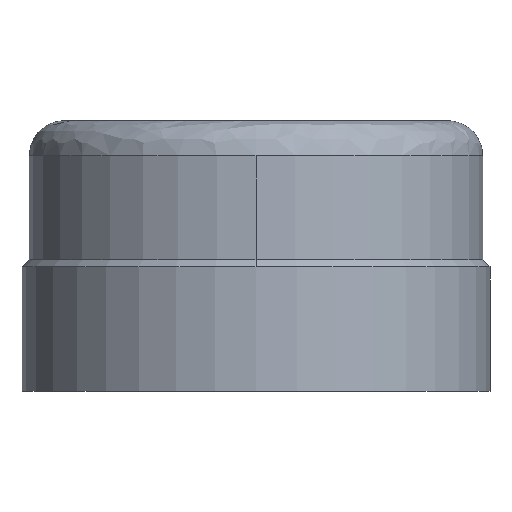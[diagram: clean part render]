
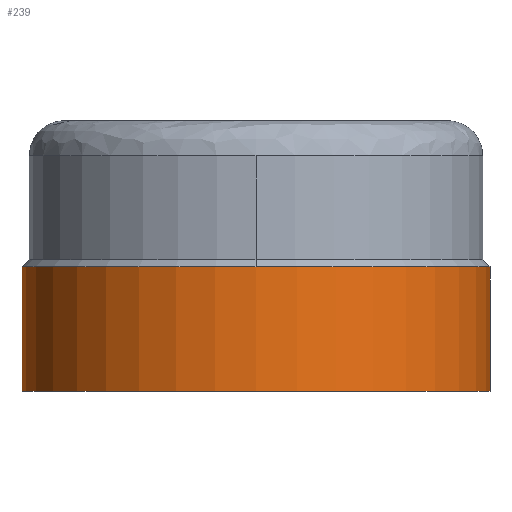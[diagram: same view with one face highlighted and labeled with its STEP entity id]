
A CAD part, front view. The second image highlights one B-rep face of the part: STEP entity #239.
In plain terms, the highlighted cylindrical face has radius 16 mm (diameter 32 mm), a partial arc.
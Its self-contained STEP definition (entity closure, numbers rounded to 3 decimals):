
#136 = CARTESIAN_POINT ( 'NONE',  ( 16., 0., 0. ) ) ;
#146 = FACE_OUTER_BOUND ( 'NONE', #852, .T. ) ;
#162 = LINE ( 'NONE', #1187, #1766 ) ;
#239 = ADVANCED_FACE ( 'NONE', ( #146 ), #1169, .T. ) ;
#259 = CARTESIAN_POINT ( 'NONE',  ( 16., 0., 8.5 ) ) ;
#300 = VECTOR ( 'NONE', #1158, 1000. ) ;
#545 = DIRECTION ( 'NONE',  ( -1., 0., 0. ) ) ;
#627 = DIRECTION ( 'NONE',  ( 0., 0., -1. ) ) ;
#643 = DIRECTION ( 'NONE',  ( -1., 0., 0. ) ) ;
#644 = AXIS2_PLACEMENT_3D ( 'NONE', #2206, #3239, #912 ) ;
#785 = EDGE_CURVE ( 'NONE', #2682, #3090, #162, .T. ) ;
#833 = AXIS2_PLACEMENT_3D ( 'NONE', #2946, #627, #1663 ) ;
#852 = EDGE_LOOP ( 'NONE', ( #2387, #997, #963, #1431, #2556 ) ) ;
#912 = DIRECTION ( 'NONE',  ( 1., 0., 0. ) ) ;
#952 = CIRCLE ( 'NONE', #2842, 16. ) ;
#963 = ORIENTED_EDGE ( 'NONE', *, *, #2203, .T. ) ;
#997 = ORIENTED_EDGE ( 'NONE', *, *, #3223, .F. ) ;
#1158 = DIRECTION ( 'NONE',  ( 0., 0., 1. ) ) ;
#1169 = CYLINDRICAL_SURFACE ( 'NONE', #644, 16. ) ;
#1187 = CARTESIAN_POINT ( 'NONE',  ( -16., 0., 0. ) ) ;
#1385 = VERTEX_POINT ( 'NONE', #259 ) ;
#1431 = ORIENTED_EDGE ( 'NONE', *, *, #2424, .T. ) ;
#1482 = EDGE_CURVE ( 'NONE', #3080, #3090, #2947, .T. ) ;
#1491 = AXIS2_PLACEMENT_3D ( 'NONE', #1828, #2864, #545 ) ;
#1663 = DIRECTION ( 'NONE',  ( -1., 0., 0. ) ) ;
#1755 = CARTESIAN_POINT ( 'NONE',  ( -16., 0., 0. ) ) ;
#1766 = VECTOR ( 'NONE', #2221, 1000. ) ;
#1828 = CARTESIAN_POINT ( 'NONE',  ( 0., 0., 8.5 ) ) ;
#1920 = CARTESIAN_POINT ( 'NONE',  ( 0., 0., 0. ) ) ;
#2168 = VERTEX_POINT ( 'NONE', #3206 ) ;
#2203 = EDGE_CURVE ( 'NONE', #2168, #1385, #2447, .T. ) ;
#2206 = CARTESIAN_POINT ( 'NONE',  ( 0., 0., 0. ) ) ;
#2221 = DIRECTION ( 'NONE',  ( 0., 0., 1. ) ) ;
#2227 = CARTESIAN_POINT ( 'NONE',  ( 0., -16., 8.5 ) ) ;
#2295 = CIRCLE ( 'NONE', #833, 16. ) ;
#2387 = ORIENTED_EDGE ( 'NONE', *, *, #785, .F. ) ;
#2424 = EDGE_CURVE ( 'NONE', #1385, #3080, #2295, .T. ) ;
#2447 = LINE ( 'NONE', #136, #300 ) ;
#2556 = ORIENTED_EDGE ( 'NONE', *, *, #1482, .T. ) ;
#2682 = VERTEX_POINT ( 'NONE', #1755 ) ;
#2842 = AXIS2_PLACEMENT_3D ( 'NONE', #1920, #2961, #643 ) ;
#2864 = DIRECTION ( 'NONE',  ( 0., 0., -1. ) ) ;
#2946 = CARTESIAN_POINT ( 'NONE',  ( 0., 0., 8.5 ) ) ;
#2947 = CIRCLE ( 'NONE', #1491, 16. ) ;
#2961 = DIRECTION ( 'NONE',  ( 0., 0., -1. ) ) ;
#3080 = VERTEX_POINT ( 'NONE', #2227 ) ;
#3090 = VERTEX_POINT ( 'NONE', #3261 ) ;
#3206 = CARTESIAN_POINT ( 'NONE',  ( 16., 0., 0. ) ) ;
#3223 = EDGE_CURVE ( 'NONE', #2168, #2682, #952, .T. ) ;
#3239 = DIRECTION ( 'NONE',  ( 0., 0., 1. ) ) ;
#3261 = CARTESIAN_POINT ( 'NONE',  ( -16., 0., 8.5 ) ) ;
